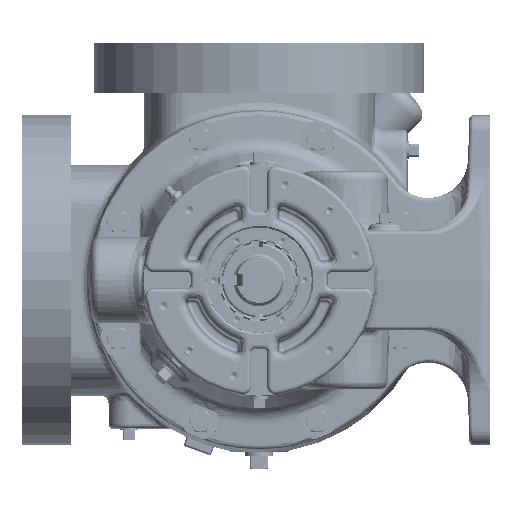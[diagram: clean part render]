
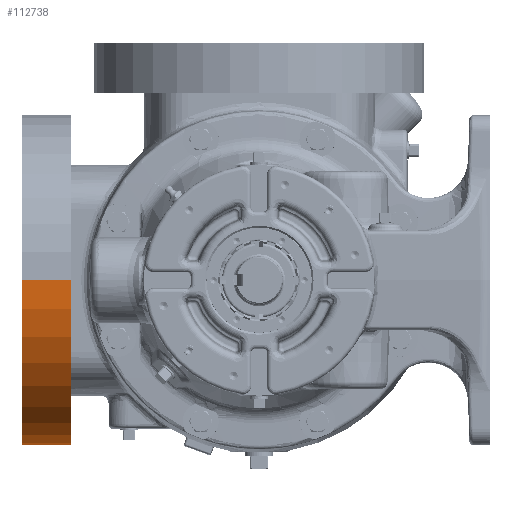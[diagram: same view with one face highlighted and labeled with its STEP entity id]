
A CAD part, left-side view. The second image highlights one B-rep face of the part: STEP entity #112738.
In plain terms, the highlighted cylindrical face has radius 127 mm (diameter 254 mm), a partial arc.
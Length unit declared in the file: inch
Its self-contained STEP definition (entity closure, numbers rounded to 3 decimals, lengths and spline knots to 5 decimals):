
#905 = AXIS2_PLACEMENT_3D ( 'NONE', #23947, #225778, #5593 ) ;
#4727 = CARTESIAN_POINT ( 'NONE',  ( 3.345, 4.61681, 0. ) ) ;
#5593 = DIRECTION ( 'NONE',  ( -1., 0., 0. ) ) ;
#6657 = EDGE_CURVE ( 'NONE', #102192, #174936, #131885, .T. ) ;
#13620 = CARTESIAN_POINT ( 'NONE',  ( 8.345, 4.61681, 0. ) ) ;
#23947 = CARTESIAN_POINT ( 'NONE',  ( 3.345, 5.6875, 0. ) ) ;
#24369 = CYLINDRICAL_SURFACE ( 'NONE', #57736, 5. ) ;
#27072 = AXIS2_PLACEMENT_3D ( 'NONE', #50671, #90034, #108437 ) ;
#31993 = EDGE_CURVE ( 'NONE', #174936, #245997, #61623, .T. ) ;
#50671 = CARTESIAN_POINT ( 'NONE',  ( 3.345, 7.1875, 0. ) ) ;
#55234 = LINE ( 'NONE', #172055, #200403 ) ;
#56123 = EDGE_CURVE ( 'NONE', #111025, #245997, #143135, .T. ) ;
#57736 = AXIS2_PLACEMENT_3D ( 'NONE', #4727, #84639, #125323 ) ;
#61623 = LINE ( 'NONE', #13620, #187085 ) ;
#66404 = ORIENTED_EDGE ( 'NONE', *, *, #31993, .T. ) ;
#79677 = CARTESIAN_POINT ( 'NONE',  ( 8.345, 5.6875, 0. ) ) ;
#83344 = FACE_OUTER_BOUND ( 'NONE', #176746, .T. ) ;
#84639 = DIRECTION ( 'NONE',  ( 0., -1., 0. ) ) ;
#90034 = DIRECTION ( 'NONE',  ( 0., -1., 0. ) ) ;
#91277 = CARTESIAN_POINT ( 'NONE',  ( 8.345, 7.1875, 0. ) ) ;
#98481 = ORIENTED_EDGE ( 'NONE', *, *, #6657, .T. ) ;
#102192 = VERTEX_POINT ( 'NONE', #145227 ) ;
#108437 = DIRECTION ( 'NONE',  ( -1., 0., 0. ) ) ;
#111025 = VERTEX_POINT ( 'NONE', #167201 ) ;
#112738 = ADVANCED_FACE ( 'Defeatured_0_4857', ( #83344 ), #24369, .T. ) ;
#125323 = DIRECTION ( 'NONE',  ( -1., 0., 0. ) ) ;
#131885 = CIRCLE ( 'NONE', #27072, 5. ) ;
#135263 = DIRECTION ( 'NONE',  ( 0., -1., 0. ) ) ;
#143135 = CIRCLE ( 'NONE', #905, 5. ) ;
#145227 = CARTESIAN_POINT ( 'NONE',  ( -1.655, 7.1875, 0. ) ) ;
#153998 = ORIENTED_EDGE ( 'NONE', *, *, #175923, .F. ) ;
#167201 = CARTESIAN_POINT ( 'NONE',  ( -1.655, 5.6875, 0. ) ) ;
#172055 = CARTESIAN_POINT ( 'NONE',  ( -1.655, 4.61681, 0. ) ) ;
#174936 = VERTEX_POINT ( 'NONE', #91277 ) ;
#175923 = EDGE_CURVE ( 'NONE', #102192, #111025, #55234, .T. ) ;
#176746 = EDGE_LOOP ( 'NONE', ( #98481, #66404, #207068, #153998 ) ) ;
#187085 = VECTOR ( 'NONE', #198110, 39.37008 ) ;
#198110 = DIRECTION ( 'NONE',  ( 0., -1., 0. ) ) ;
#200403 = VECTOR ( 'NONE', #135263, 39.37008 ) ;
#207068 = ORIENTED_EDGE ( 'NONE', *, *, #56123, .F. ) ;
#225778 = DIRECTION ( 'NONE',  ( 0., -1., 0. ) ) ;
#245997 = VERTEX_POINT ( 'NONE', #79677 ) ;
